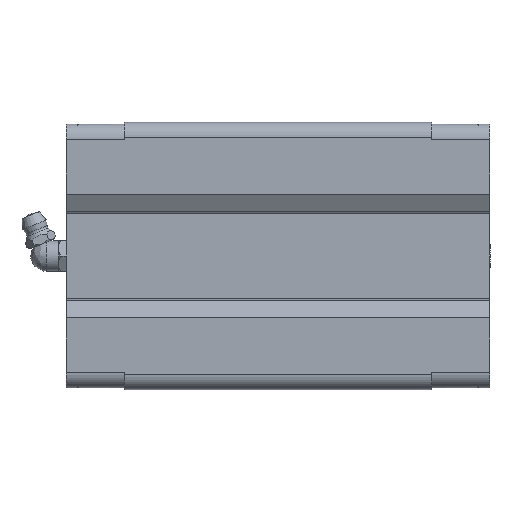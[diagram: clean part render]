
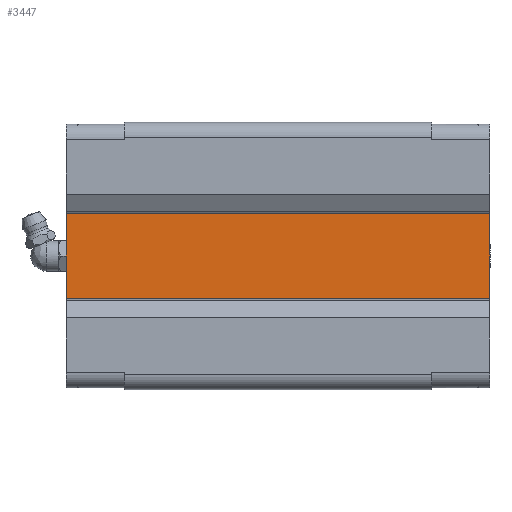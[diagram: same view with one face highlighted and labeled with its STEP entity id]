
A CAD part, front view. The second image highlights one B-rep face of the part: STEP entity #3447.
In plain terms, the highlighted planar face has unit normal (0, -1, 0).
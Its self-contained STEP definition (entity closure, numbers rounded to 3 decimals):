
#17 = DIRECTION ( 'NONE',  ( -1., 0., 0. ) ) ;
#19 = EDGE_CURVE ( 'NONE', #3199, #5492, #2582, .T. ) ;
#109 = EDGE_CURVE ( 'NONE', #4795, #1395, #161, .T. ) ;
#161 = LINE ( 'NONE', #5381, #2788 ) ;
#329 = CARTESIAN_POINT ( 'NONE',  ( 55.45, 16., -11.068 ) ) ;
#471 = CARTESIAN_POINT ( 'NONE',  ( -55.45, 16., -11.068 ) ) ;
#781 = CARTESIAN_POINT ( 'NONE',  ( -55.45, 16., 11.068 ) ) ;
#1002 = CARTESIAN_POINT ( 'NONE',  ( 55.45, 16., -11.068 ) ) ;
#1395 = VERTEX_POINT ( 'NONE', #471 ) ;
#1732 = VECTOR ( 'NONE', #17, 1000. ) ;
#1812 = FACE_OUTER_BOUND ( 'NONE', #2805, .T. ) ;
#2001 = LINE ( 'NONE', #329, #5023 ) ;
#2236 = DIRECTION ( 'NONE',  ( 0., 0., 1. ) ) ;
#2305 = DIRECTION ( 'NONE',  ( 0., 0., -1. ) ) ;
#2309 = DIRECTION ( 'NONE',  ( 0., 0., -1. ) ) ;
#2582 = LINE ( 'NONE', #3061, #4507 ) ;
#2633 = EDGE_CURVE ( 'NONE', #5492, #4795, #3467, .T. ) ;
#2788 = VECTOR ( 'NONE', #2309, 1000. ) ;
#2805 = EDGE_LOOP ( 'NONE', ( #4100, #3033, #3526, #5258 ) ) ;
#3005 = AXIS2_PLACEMENT_3D ( 'NONE', #1002, #5242, #2305 ) ;
#3033 = ORIENTED_EDGE ( 'NONE', *, *, #2633, .T. ) ;
#3061 = CARTESIAN_POINT ( 'NONE',  ( 55.45, 16., -11.068 ) ) ;
#3199 = VERTEX_POINT ( 'NONE', #5436 ) ;
#3302 = CARTESIAN_POINT ( 'NONE',  ( 55.45, 16., 11.068 ) ) ;
#3447 = ADVANCED_FACE ( 'NONE', ( #1812 ), #5318, .T. ) ;
#3467 = LINE ( 'NONE', #3897, #1732 ) ;
#3526 = ORIENTED_EDGE ( 'NONE', *, *, #109, .T. ) ;
#3730 = DIRECTION ( 'NONE',  ( 1., 0., 0. ) ) ;
#3897 = CARTESIAN_POINT ( 'NONE',  ( 55.45, 16., 11.068 ) ) ;
#4100 = ORIENTED_EDGE ( 'NONE', *, *, #19, .T. ) ;
#4507 = VECTOR ( 'NONE', #2236, 1000. ) ;
#4777 = EDGE_CURVE ( 'NONE', #1395, #3199, #2001, .T. ) ;
#4795 = VERTEX_POINT ( 'NONE', #781 ) ;
#5023 = VECTOR ( 'NONE', #3730, 1000. ) ;
#5242 = DIRECTION ( 'NONE',  ( 0., -1., 0. ) ) ;
#5258 = ORIENTED_EDGE ( 'NONE', *, *, #4777, .T. ) ;
#5318 = PLANE ( 'NONE',  #3005 ) ;
#5381 = CARTESIAN_POINT ( 'NONE',  ( -55.45, 16., -11.068 ) ) ;
#5436 = CARTESIAN_POINT ( 'NONE',  ( 55.45, 16., -11.068 ) ) ;
#5492 = VERTEX_POINT ( 'NONE', #3302 ) ;
